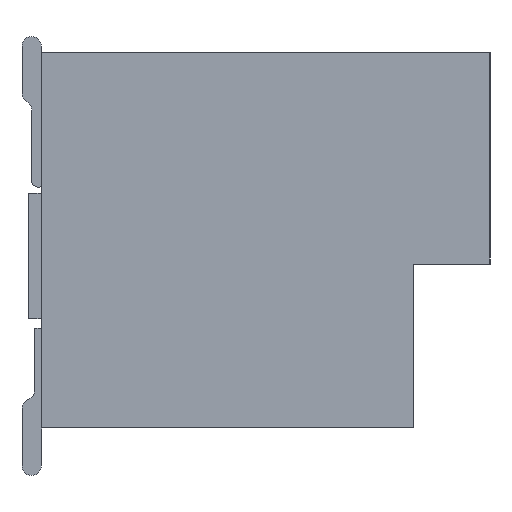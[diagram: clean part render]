
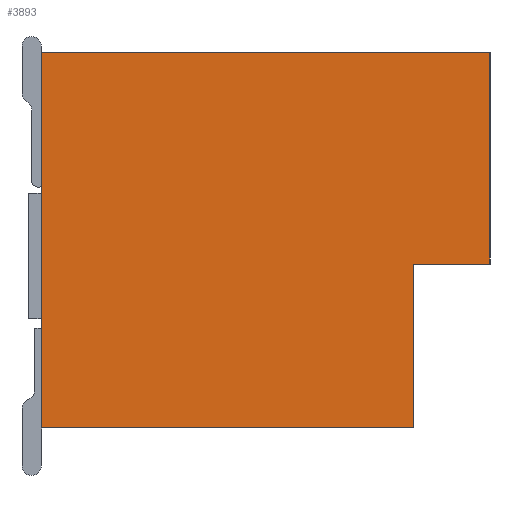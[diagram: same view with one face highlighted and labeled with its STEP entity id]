
A CAD part, left-side view. The second image highlights one B-rep face of the part: STEP entity #3893.
In plain terms, the highlighted planar face has unit normal (-1, 0, 0).
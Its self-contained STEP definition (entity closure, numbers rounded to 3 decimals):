
#3033=CARTESIAN_POINT('',(-7.875,-4.,1.));
#3034=VERTEX_POINT('',#3033);
#3041=CARTESIAN_POINT('',(-7.875,-4.,-2.3));
#3042=VERTEX_POINT('',#3041);
#3043=CARTESIAN_POINT('',(-7.875,-4.,1.));
#3044=DIRECTION('',(0.,0.,-1.));
#3045=VECTOR('',#3044,3.3);
#3046=LINE('',#3043,#3045);
#3047=EDGE_CURVE('',#3034,#3042,#3046,.T.);
#3643=CARTESIAN_POINT('',(-7.875,-2.8,-2.3));
#3644=VERTEX_POINT('',#3643);
#3645=CARTESIAN_POINT('',(-7.875,-4.,-2.3));
#3646=DIRECTION('',(0.,1.,0.));
#3647=VECTOR('',#3646,1.2);
#3648=LINE('',#3645,#3647);
#3649=EDGE_CURVE('',#3042,#3644,#3648,.T.);
#3854=CARTESIAN_POINT('',(-7.875,-0.3,-1.975));
#3855=DIRECTION('',(0.,-1.,0.));
#3856=DIRECTION('',(-1.,0.,0.));
#3857=AXIS2_PLACEMENT_3D('',#3854,#3856,#3855);
#3858=PLANE('',#3857);
#3859=CARTESIAN_POINT('',(-7.875,3.,-4.85));
#3860=VERTEX_POINT('',#3859);
#3861=CARTESIAN_POINT('',(-7.875,-2.8,-4.85));
#3862=VERTEX_POINT('',#3861);
#3863=CARTESIAN_POINT('',(-7.875,3.,-4.85));
#3864=DIRECTION('',(0.,-1.,0.));
#3865=VECTOR('',#3864,5.8);
#3866=LINE('',#3863,#3865);
#3867=EDGE_CURVE('',#3860,#3862,#3866,.T.);
#3868=ORIENTED_EDGE('',*,*,#3867,.T.);
#3869=CARTESIAN_POINT('',(-7.875,-2.8,-2.3));
#3870=DIRECTION('',(0.,0.,-1.));
#3871=VECTOR('',#3870,2.55);
#3872=LINE('',#3869,#3871);
#3873=EDGE_CURVE('',#3644,#3862,#3872,.T.);
#3874=ORIENTED_EDGE('',*,*,#3873,.F.);
#3875=ORIENTED_EDGE('',*,*,#3649,.F.);
#3876=ORIENTED_EDGE('',*,*,#3047,.F.);
#3877=CARTESIAN_POINT('',(-7.875,3.,1.));
#3878=VERTEX_POINT('',#3877);
#3879=CARTESIAN_POINT('',(-7.875,-4.,1.));
#3880=DIRECTION('',(0.,1.,0.));
#3881=VECTOR('',#3880,7.);
#3882=LINE('',#3879,#3881);
#3883=EDGE_CURVE('',#3034,#3878,#3882,.T.);
#3884=ORIENTED_EDGE('',*,*,#3883,.T.);
#3885=CARTESIAN_POINT('',(-7.875,3.,1.));
#3886=DIRECTION('',(0.,0.,-1.));
#3887=VECTOR('',#3886,5.85);
#3888=LINE('',#3885,#3887);
#3889=EDGE_CURVE('',#3878,#3860,#3888,.T.);
#3890=ORIENTED_EDGE('',*,*,#3889,.T.);
#3891=EDGE_LOOP('',(#3868,#3874,#3875,#3876,#3884,#3890));
#3892=FACE_OUTER_BOUND('',#3891,.T.);
#3893=ADVANCED_FACE('',(#3892),#3858,.T.);
